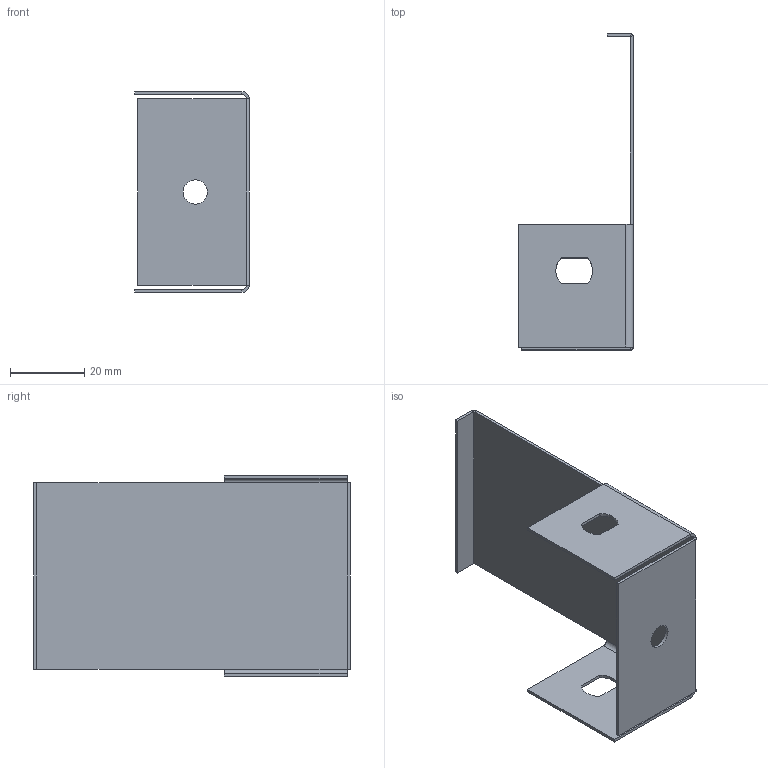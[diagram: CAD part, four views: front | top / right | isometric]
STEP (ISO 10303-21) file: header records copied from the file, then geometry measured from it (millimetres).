
FILE_DESCRIPTION (( 'STEP AP203' ), '1' );
FILE_NAME ('Çàãëóøêà ÒÑ_37240.STEP', '2012-11-09T08:44:11', ( 'Àñååâ' ), ( '' ), 'SwSTEP 2.0', 'SolidWorks 2012', '' );
FILE_SCHEMA (( 'CONFIG_CONTROL_DESIGN' ));
Length unit declared in the file: millimetre
Products named in the file (1): ч蜱齁罻 眒_37240
Bounding box: 30.8 x 85 x 54 mm (x, y, z)
Volume: 6328.6 mm3; surface area: 16257.4 mm2
Topology: 1 solids, 1 shells, 47 faces, 104 edges, 59 vertices
Faces by surface type: plane 36, cylinder 11
Full cylindrical faces by diameter (mm): 6.5 x1
Entity records: 1327 total; most frequent: DIRECTION 220, CARTESIAN_POINT 208, ORIENTED_EDGE 204, EDGE_CURVE 102, LINE 80, VECTOR 80, AXIS2_PLACEMENT_3D 70, VERTEX_POINT 58
